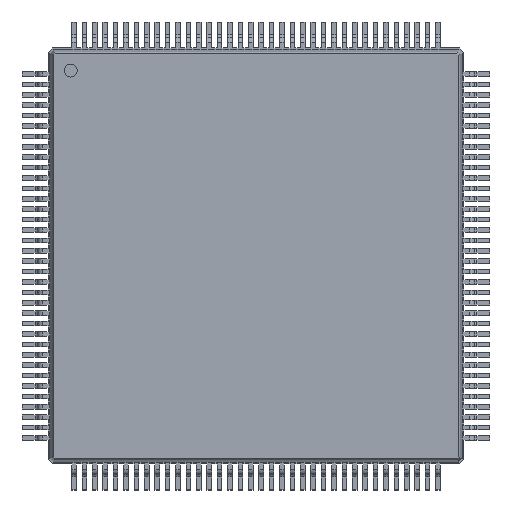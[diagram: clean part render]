
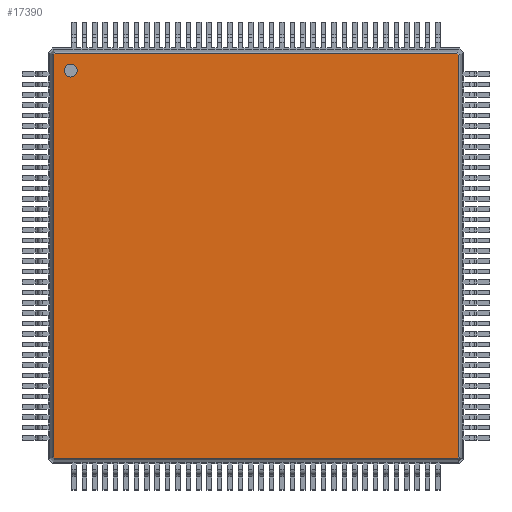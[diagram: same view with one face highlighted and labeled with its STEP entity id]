
A CAD part, top view. The second image highlights one B-rep face of the part: STEP entity #17390.
In plain terms, the highlighted planar face has unit normal (0, 0, 1).
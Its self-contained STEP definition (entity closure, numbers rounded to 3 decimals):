
#12=DIRECTION('',(0.,0.,1.));
#542=DIRECTION('',(0.,-1.,0.));
#2127=CARTESIAN_POINT('',(-7.74,7.829,1.1));
#8322=VERTEX_POINT('',#8323);
#8323=CARTESIAN_POINT('',(-7.724,7.789,1.1));
#8613=EDGE_CURVE('',#8322,#8614,#8616,.T.);
#8614=VERTEX_POINT('',#8615);
#8615=CARTESIAN_POINT('',(7.724,7.789,1.1));
#8616=B_SPLINE_CURVE_WITH_KNOTS('',2,(#8617,#8618,#8619,#8620,#8621),.UNSPECIFIED.,.F.,.F.,(3,1,1,3),(-0.798,-0.04,15.52,16.278),.UNSPECIFIED.);
#8617=CARTESIAN_POINT('',(-8.538,7.789,1.1));
#8618=CARTESIAN_POINT('',(-8.159,7.789,1.1));
#8619=CARTESIAN_POINT('',(0.,7.789,1.1));
#8620=CARTESIAN_POINT('',(8.159,7.789,1.1));
#8621=CARTESIAN_POINT('',(8.538,7.789,1.1));
#16772=EDGE_CURVE('',#8614,#16773,#16775,.T.);
#16773=VERTEX_POINT('',#16774);
#16774=CARTESIAN_POINT('',(7.789,7.724,1.1));
#16775=B_SPLINE_CURVE_WITH_KNOTS('',2,(#16776,#16777,#16778,#16779,#16780),.UNSPECIFIED.,.F.,.F.,(3,1,1,3),(-0.328,-0.04,0.167,0.455),.UNSPECIFIED.);
#16776=CARTESIAN_POINT('',(7.479,8.033,1.1));
#16777=CARTESIAN_POINT('',(7.581,7.931,1.1));
#16778=CARTESIAN_POINT('',(7.756,7.756,1.1));
#16779=CARTESIAN_POINT('',(7.931,7.581,1.1));
#16780=CARTESIAN_POINT('',(8.033,7.479,1.1));
#17085=VERTEX_POINT('',#17086);
#17086=CARTESIAN_POINT('',(-7.789,7.724,1.1));
#17376=EDGE_CURVE('',#17085,#8322,#17377,.T.);
#17377=B_SPLINE_CURVE_WITH_KNOTS('',2,(#17378,#17379,#17380,#17381,#17382),.UNSPECIFIED.,.F.,.F.,(3,1,1,3),(-0.328,-0.04,0.167,0.455),.UNSPECIFIED.);
#17378=CARTESIAN_POINT('',(-8.033,7.479,1.1));
#17379=CARTESIAN_POINT('',(-7.931,7.581,1.1));
#17380=CARTESIAN_POINT('',(-7.756,7.756,1.1));
#17381=CARTESIAN_POINT('',(-7.581,7.931,1.1));
#17382=CARTESIAN_POINT('',(-7.479,8.033,1.1));
#17390=ADVANCED_FACE('',(#17391,#17444),#17454,.T.);
#17391=FACE_BOUND('',#17392,.T.);
#17392=EDGE_LOOP('',(#17393,#17403,#17404,#17405,#17406,#17416,#17426,#17436));
#17393=ORIENTED_EDGE('',*,*,#17394,.F.);
#17394=EDGE_CURVE('',#16773,#17395,#17397,.T.);
#17395=VERTEX_POINT('',#17396);
#17396=CARTESIAN_POINT('',(7.789,-7.724,1.1));
#17397=B_SPLINE_CURVE_WITH_KNOTS('',2,(#17398,#17399,#17400,#17401,#17402),.UNSPECIFIED.,.F.,.F.,(3,1,1,3),(-0.798,-0.04,15.52,16.278),.UNSPECIFIED.);
#17398=CARTESIAN_POINT('',(7.789,8.538,1.1));
#17399=CARTESIAN_POINT('',(7.789,8.159,1.1));
#17400=CARTESIAN_POINT('',(7.789,0.,1.1));
#17401=CARTESIAN_POINT('',(7.789,-8.159,1.1));
#17402=CARTESIAN_POINT('',(7.789,-8.538,1.1));
#17403=ORIENTED_EDGE('',*,*,#16772,.F.);
#17404=ORIENTED_EDGE('',*,*,#8613,.F.);
#17405=ORIENTED_EDGE('',*,*,#17376,.F.);
#17406=ORIENTED_EDGE('',*,*,#17407,.F.);
#17407=EDGE_CURVE('',#17408,#17085,#17410,.T.);
#17408=VERTEX_POINT('',#17409);
#17409=CARTESIAN_POINT('',(-7.789,-7.724,1.1));
#17410=B_SPLINE_CURVE_WITH_KNOTS('',2,(#17411,#17412,#17413,#17414,#17415),.UNSPECIFIED.,.F.,.F.,(3,1,1,3),(-0.798,-0.04,15.52,16.278),.UNSPECIFIED.);
#17411=CARTESIAN_POINT('',(-7.789,-8.538,1.1));
#17412=CARTESIAN_POINT('',(-7.789,-8.159,1.1));
#17413=CARTESIAN_POINT('',(-7.789,0.,1.1));
#17414=CARTESIAN_POINT('',(-7.789,8.159,1.1));
#17415=CARTESIAN_POINT('',(-7.789,8.538,1.1));
#17416=ORIENTED_EDGE('',*,*,#17417,.F.);
#17417=EDGE_CURVE('',#17418,#17408,#17420,.T.);
#17418=VERTEX_POINT('',#17419);
#17419=CARTESIAN_POINT('',(-7.724,-7.789,1.1));
#17420=B_SPLINE_CURVE_WITH_KNOTS('',2,(#17421,#17422,#17423,#17424,#17425),.UNSPECIFIED.,.F.,.F.,(3,1,1,3),(-0.328,-0.04,0.167,0.455),.UNSPECIFIED.);
#17421=CARTESIAN_POINT('',(-7.479,-8.033,1.1));
#17422=CARTESIAN_POINT('',(-7.581,-7.931,1.1));
#17423=CARTESIAN_POINT('',(-7.756,-7.756,1.1));
#17424=CARTESIAN_POINT('',(-7.931,-7.581,1.1));
#17425=CARTESIAN_POINT('',(-8.033,-7.479,1.1));
#17426=ORIENTED_EDGE('',*,*,#17427,.F.);
#17427=EDGE_CURVE('',#17428,#17418,#17430,.T.);
#17428=VERTEX_POINT('',#17429);
#17429=CARTESIAN_POINT('',(7.724,-7.789,1.1));
#17430=B_SPLINE_CURVE_WITH_KNOTS('',2,(#17431,#17432,#17433,#17434,#17435),.UNSPECIFIED.,.F.,.F.,(3,1,1,3),(-0.798,-0.04,15.52,16.278),.UNSPECIFIED.);
#17431=CARTESIAN_POINT('',(8.538,-7.789,1.1));
#17432=CARTESIAN_POINT('',(8.159,-7.789,1.1));
#17433=CARTESIAN_POINT('',(0.,-7.789,1.1));
#17434=CARTESIAN_POINT('',(-8.159,-7.789,1.1));
#17435=CARTESIAN_POINT('',(-8.538,-7.789,1.1));
#17436=ORIENTED_EDGE('',*,*,#17437,.F.);
#17437=EDGE_CURVE('',#17395,#17428,#17438,.T.);
#17438=B_SPLINE_CURVE_WITH_KNOTS('',2,(#17439,#17440,#17441,#17442,#17443),.UNSPECIFIED.,.F.,.F.,(3,1,1,3),(-0.328,-0.04,0.167,0.455),.UNSPECIFIED.);
#17439=CARTESIAN_POINT('',(8.033,-7.479,1.1));
#17440=CARTESIAN_POINT('',(7.931,-7.581,1.1));
#17441=CARTESIAN_POINT('',(7.756,-7.756,1.1));
#17442=CARTESIAN_POINT('',(7.581,-7.931,1.1));
#17443=CARTESIAN_POINT('',(7.479,-8.033,1.1));
#17444=FACE_BOUND('',#17445,.T.);
#17445=EDGE_LOOP('',(#17446));
#17446=ORIENTED_EDGE('',*,*,#17447,.F.);
#17447=EDGE_CURVE('',#17448,#17448,#17450,.T.);
#17448=VERTEX_POINT('',#17449);
#17449=CARTESIAN_POINT('',(-7.129,6.879,1.1));
#17450=CIRCLE('',#17451,0.25);
#17451=AXIS2_PLACEMENT_3D('',#17452,#17453,#542);
#17452=CARTESIAN_POINT('',(-7.129,7.129,1.1));
#17453=DIRECTION('',(-0.,0.,1.));
#17454=PLANE('',#17455);
#17455=AXIS2_PLACEMENT_3D('',#2127,#12,#17456);
#17456=DIRECTION('',(0.703,-0.711,0.));
